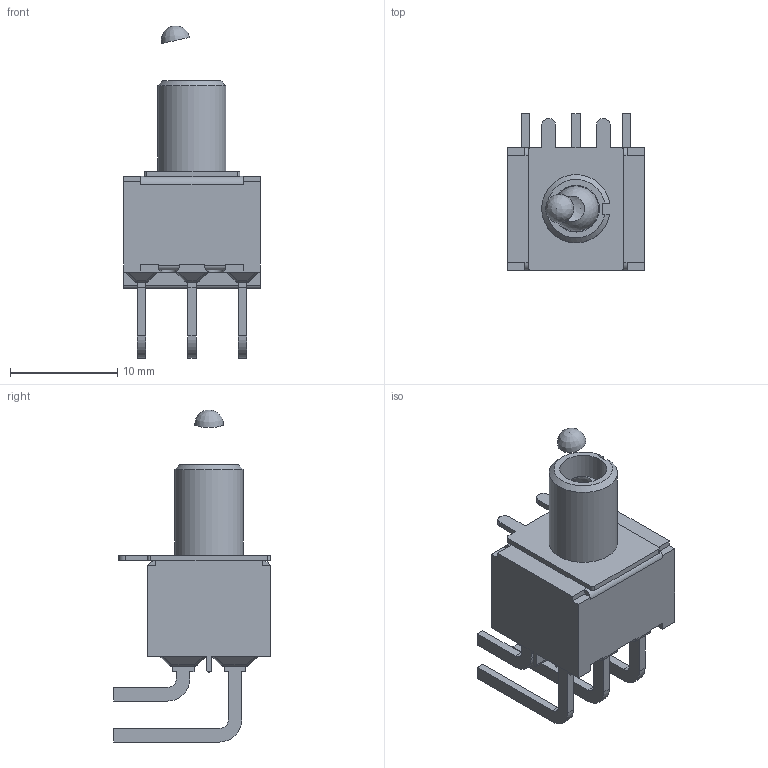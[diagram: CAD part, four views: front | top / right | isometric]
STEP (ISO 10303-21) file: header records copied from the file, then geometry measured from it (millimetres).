
FILE_DESCRIPTION(/* description */ (''),/* implementation_level */ '2;1');
FILE_NAME(/* name */ '100DPxT2B1M6xE.stp',/* time_stamp */ '2025-11-24T14:03:28-06:00',/* author */ ('mwilliams'),/* organization */ (''),/* preprocessor_version */ 'ST-DEVELOPER v18.1',/* originating_system */ 'Autodesk Inventor 2022',/* authorisation */ '');
FILE_SCHEMA (('AUTOMOTIVE_DESIGN { 1 0 10303 214 3 1 1 }'));
Length unit declared in the file: inch
Products named in the file (1): 000024269_Simplify_1
Bounding box: 12.7 x 14.61 x 30.89 mm (x, y, z)
Volume: 1661.6 mm3; surface area: 1556.4 mm2
Topology: 2 solids, 2 shells, 318 faces, 834 edges, 505 vertices
Faces by surface type: plane 211, cylinder 79, sphere 25, cone 2, bspline 1
Full cylindrical faces by diameter (mm): 4.35 x1
Entity records: 9514 total; most frequent: CARTESIAN_POINT 1681, DIRECTION 1628, ORIENTED_EDGE 1618, EDGE_CURVE 809, LINE 622, VECTOR 622, VERTEX_POINT 505, AXIS2_PLACEMENT_3D 503
